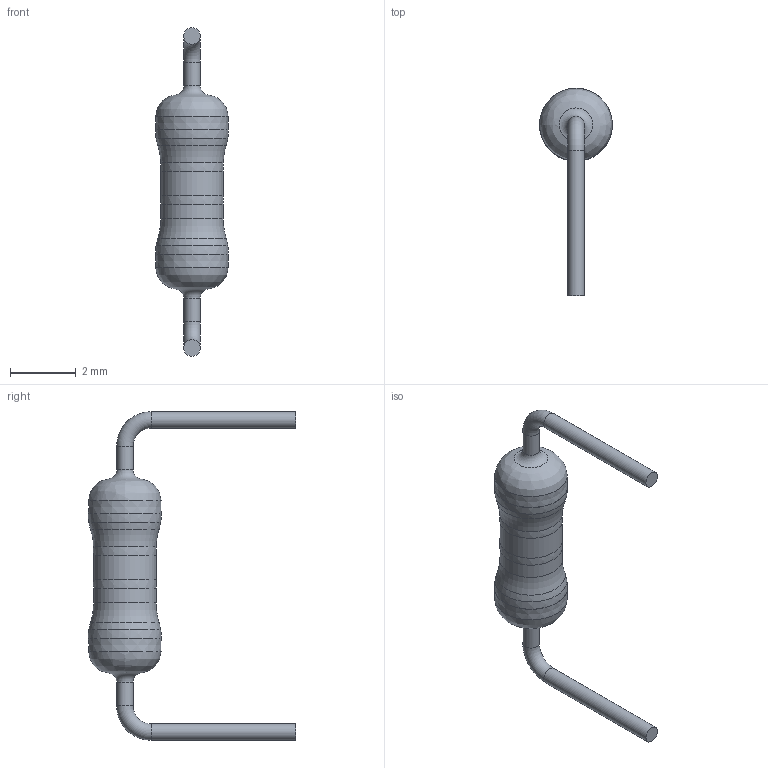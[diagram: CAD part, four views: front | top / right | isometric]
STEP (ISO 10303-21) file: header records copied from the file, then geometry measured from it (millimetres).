
FILE_DESCRIPTION(/* description */ (''),/* implementation_level */ '2;1');
FILE_NAME(/* name */ '1K-Resistor 0.25w Beige- Diameter 2- 9.5- 5%.stp',/* time_stamp */ '2022-01-27T14:09:18+01:00',/* author */ ('JOSE LUIS'),/* organization */ (''),/* preprocessor_version */ 'ST-DEVELOPER v18',/* originating_system */ 'Autodesk Inventor 2020',/* authorisation */ '');
FILE_SCHEMA (('AUTOMOTIVE_DESIGN { 1 0 10303 214 3 1 1 }'));
Length unit declared in the file: millimetre
Products named in the file (1): 1K-Resistor 0.25w Beige- Diameter 2- 9.5- 5%
Bounding box: 2.22 x 6.31 x 10 mm (x, y, z)
Volume: 21.5 mm3; surface area: 62.5 mm2
Topology: 1 solids, 1 shells, 26 faces, 82 edges, 58 vertices
Faces by surface type: bspline 10, cylinder 6, torus 6, cone 2, plane 2
Full cylindrical faces by diameter (mm): 0.5 x4, 1.9 x2
Entity records: 1317 total; most frequent: CARTESIAN_POINT 427, DIRECTION 190, ORIENTED_EDGE 164, AXIS2_PLACEMENT_3D 91, EDGE_CURVE 82, CIRCLE 74, VERTEX_POINT 58, FACE_OUTER_BOUND 26
